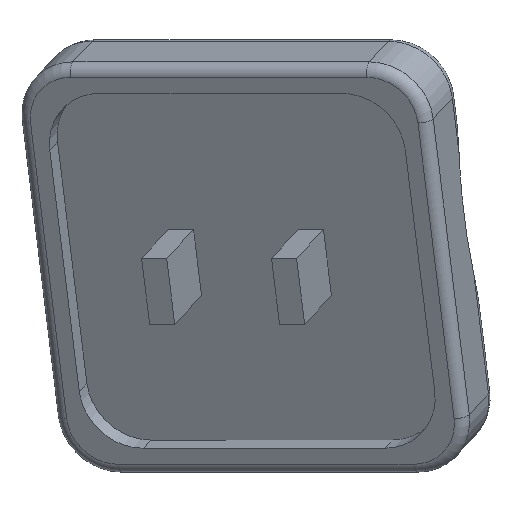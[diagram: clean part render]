
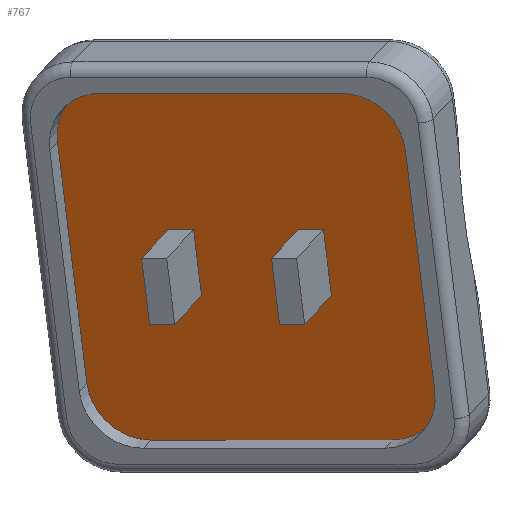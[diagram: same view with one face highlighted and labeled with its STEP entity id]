
A CAD part, left-side view. The second image highlights one B-rep face of the part: STEP entity #767.
In plain terms, the highlighted planar face has unit normal (-0.885, 0.317, -0.341).
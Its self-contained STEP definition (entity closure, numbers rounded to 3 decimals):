
#16=FACE_BOUND('',#315,.T.);
#17=FACE_BOUND('',#316,.T.);
#66=LINE('',#1384,#131);
#70=LINE('',#1394,#135);
#73=LINE('',#1401,#138);
#74=LINE('',#1403,#139);
#75=LINE('',#1407,#140);
#76=LINE('',#1409,#141);
#77=LINE('',#1411,#142);
#78=LINE('',#1412,#143);
#79=LINE('',#1415,#144);
#80=LINE('',#1417,#145);
#81=LINE('',#1419,#146);
#82=LINE('',#1420,#147);
#131=VECTOR('',#1045,10.);
#135=VECTOR('',#1055,10.);
#138=VECTOR('',#1064,10.);
#139=VECTOR('',#1065,10.);
#140=VECTOR('',#1068,10.);
#141=VECTOR('',#1069,10.);
#142=VECTOR('',#1070,10.);
#143=VECTOR('',#1071,10.);
#144=VECTOR('',#1072,10.);
#145=VECTOR('',#1073,10.);
#146=VECTOR('',#1074,10.);
#147=VECTOR('',#1075,10.);
#173=PLANE('',#866);
#222=CIRCLE('',#859,2.5);
#223=CIRCLE('',#862,2.5);
#224=CIRCLE('',#865,2.5);
#225=CIRCLE('',#867,2.5);
#266=FACE_OUTER_BOUND('',#314,.T.);
#314=EDGE_LOOP('',(#662,#663,#664,#665,#666,#667,#668,#669));
#315=EDGE_LOOP('',(#670,#671,#672,#673));
#316=EDGE_LOOP('',(#674,#675,#676,#677));
#380=VERTEX_POINT('',#1377);
#381=VERTEX_POINT('',#1378);
#382=VERTEX_POINT('',#1383);
#383=VERTEX_POINT('',#1387);
#384=VERTEX_POINT('',#1388);
#385=VERTEX_POINT('',#1393);
#386=VERTEX_POINT('',#1397);
#387=VERTEX_POINT('',#1402);
#388=VERTEX_POINT('',#1405);
#389=VERTEX_POINT('',#1406);
#390=VERTEX_POINT('',#1408);
#391=VERTEX_POINT('',#1410);
#392=VERTEX_POINT('',#1413);
#393=VERTEX_POINT('',#1414);
#394=VERTEX_POINT('',#1416);
#395=VERTEX_POINT('',#1418);
#474=EDGE_CURVE('',#380,#381,#222,.T.);
#477=EDGE_CURVE('',#382,#380,#66,.T.);
#479=EDGE_CURVE('',#383,#384,#223,.T.);
#482=EDGE_CURVE('',#385,#383,#70,.T.);
#484=EDGE_CURVE('',#386,#385,#224,.T.);
#486=EDGE_CURVE('',#381,#386,#73,.T.);
#487=EDGE_CURVE('',#384,#387,#74,.T.);
#488=EDGE_CURVE('',#387,#382,#225,.T.);
#489=EDGE_CURVE('',#388,#389,#75,.T.);
#490=EDGE_CURVE('',#389,#390,#76,.T.);
#491=EDGE_CURVE('',#390,#391,#77,.T.);
#492=EDGE_CURVE('',#391,#388,#78,.T.);
#493=EDGE_CURVE('',#392,#393,#79,.T.);
#494=EDGE_CURVE('',#393,#394,#80,.T.);
#495=EDGE_CURVE('',#394,#395,#81,.T.);
#496=EDGE_CURVE('',#395,#392,#82,.T.);
#662=ORIENTED_EDGE('',*,*,#474,.T.);
#663=ORIENTED_EDGE('',*,*,#486,.T.);
#664=ORIENTED_EDGE('',*,*,#484,.T.);
#665=ORIENTED_EDGE('',*,*,#482,.T.);
#666=ORIENTED_EDGE('',*,*,#479,.T.);
#667=ORIENTED_EDGE('',*,*,#487,.T.);
#668=ORIENTED_EDGE('',*,*,#488,.T.);
#669=ORIENTED_EDGE('',*,*,#477,.T.);
#670=ORIENTED_EDGE('',*,*,#489,.T.);
#671=ORIENTED_EDGE('',*,*,#490,.T.);
#672=ORIENTED_EDGE('',*,*,#491,.T.);
#673=ORIENTED_EDGE('',*,*,#492,.T.);
#674=ORIENTED_EDGE('',*,*,#493,.T.);
#675=ORIENTED_EDGE('',*,*,#494,.T.);
#676=ORIENTED_EDGE('',*,*,#495,.T.);
#677=ORIENTED_EDGE('',*,*,#496,.T.);
#767=ADVANCED_FACE('',(#266,#16,#17),#173,.F.);
#859=AXIS2_PLACEMENT_3D('',#1379,#1039,#1040);
#862=AXIS2_PLACEMENT_3D('',#1389,#1049,#1050);
#865=AXIS2_PLACEMENT_3D('',#1398,#1059,#1060);
#866=AXIS2_PLACEMENT_3D('',#1400,#1062,#1063);
#867=AXIS2_PLACEMENT_3D('',#1404,#1066,#1067);
#1039=DIRECTION('center_axis',(-0.885,0.317,-0.341));
#1040=DIRECTION('ref_axis',(-0.465,-0.585,0.665));
#1045=DIRECTION('',(-0.321,0.115,0.94));
#1049=DIRECTION('center_axis',(-0.885,0.317,-0.341));
#1050=DIRECTION('ref_axis',(0.465,0.585,-0.665));
#1055=DIRECTION('',(0.321,-0.115,-0.94));
#1059=DIRECTION('center_axis',(-0.885,0.317,-0.341));
#1060=DIRECTION('ref_axis',(0.011,0.747,0.665));
#1062=DIRECTION('center_axis',(0.885,-0.317,0.341));
#1063=DIRECTION('ref_axis',(0.321,-0.115,-0.94));
#1064=DIRECTION('',(0.337,0.942,0.));
#1065=DIRECTION('',(-0.337,-0.942,0.));
#1066=DIRECTION('center_axis',(-0.885,0.317,-0.341));
#1067=DIRECTION('ref_axis',(-0.011,-0.747,-0.665));
#1068=DIRECTION('',(0.337,0.942,0.));
#1069=DIRECTION('',(-0.321,0.115,0.94));
#1070=DIRECTION('',(-0.337,-0.942,0.));
#1071=DIRECTION('',(0.321,-0.115,-0.94));
#1072=DIRECTION('',(0.337,0.942,0.));
#1073=DIRECTION('',(-0.321,0.115,0.94));
#1074=DIRECTION('',(-0.337,-0.942,0.));
#1075=DIRECTION('',(0.321,-0.115,-0.94));
#1377=CARTESIAN_POINT('',(25.318,-25.786,-22.944));
#1378=CARTESIAN_POINT('',(25.358,-23.145,-20.594));
#1379=CARTESIAN_POINT('Origin',(26.16,-23.432,-22.944));
#1383=CARTESIAN_POINT('',(28.719,-27.002,-32.91));
#1384=CARTESIAN_POINT('',(25.767,-25.947,-24.26));
#1387=CARTESIAN_POINT('',(33.972,-12.314,-32.91));
#1388=CARTESIAN_POINT('',(33.933,-14.955,-35.26));
#1389=CARTESIAN_POINT('Origin',(33.13,-14.668,-32.91));
#1393=CARTESIAN_POINT('',(30.572,-11.097,-22.944));
#1394=CARTESIAN_POINT('',(33.523,-12.153,-31.594));
#1397=CARTESIAN_POINT('',(28.928,-13.164,-20.594));
#1398=CARTESIAN_POINT('Origin',(29.73,-13.451,-22.944));
#1400=CARTESIAN_POINT('Origin',(29.645,-19.05,-27.927));
#1401=CARTESIAN_POINT('',(28.456,-14.483,-20.594));
#1402=CARTESIAN_POINT('',(30.363,-24.935,-35.26));
#1403=CARTESIAN_POINT('',(30.834,-23.617,-35.26));
#1404=CARTESIAN_POINT('Origin',(29.561,-24.648,-32.91));
#1405=CARTESIAN_POINT('',(28.965,-22.418,-29.29));
#1406=CARTESIAN_POINT('',(29.336,-21.382,-29.29));
#1407=CARTESIAN_POINT('',(29.723,-20.299,-29.29));
#1408=CARTESIAN_POINT('',(28.405,-21.049,-26.564));
#1409=CARTESIAN_POINT('',(28.638,-21.132,-27.245));
#1410=CARTESIAN_POINT('',(28.035,-22.085,-26.564));
#1411=CARTESIAN_POINT('',(28.608,-20.484,-26.564));
#1412=CARTESIAN_POINT('',(28.733,-22.334,-28.609));
#1413=CARTESIAN_POINT('',(30.885,-17.051,-29.29));
#1414=CARTESIAN_POINT('',(31.255,-16.015,-29.29));
#1415=CARTESIAN_POINT('',(30.683,-17.616,-29.29));
#1416=CARTESIAN_POINT('',(30.325,-15.682,-26.564));
#1417=CARTESIAN_POINT('',(30.558,-15.765,-27.245));
#1418=CARTESIAN_POINT('',(29.955,-16.718,-26.564));
#1419=CARTESIAN_POINT('',(29.567,-17.801,-26.564));
#1420=CARTESIAN_POINT('',(30.652,-16.967,-28.609));
